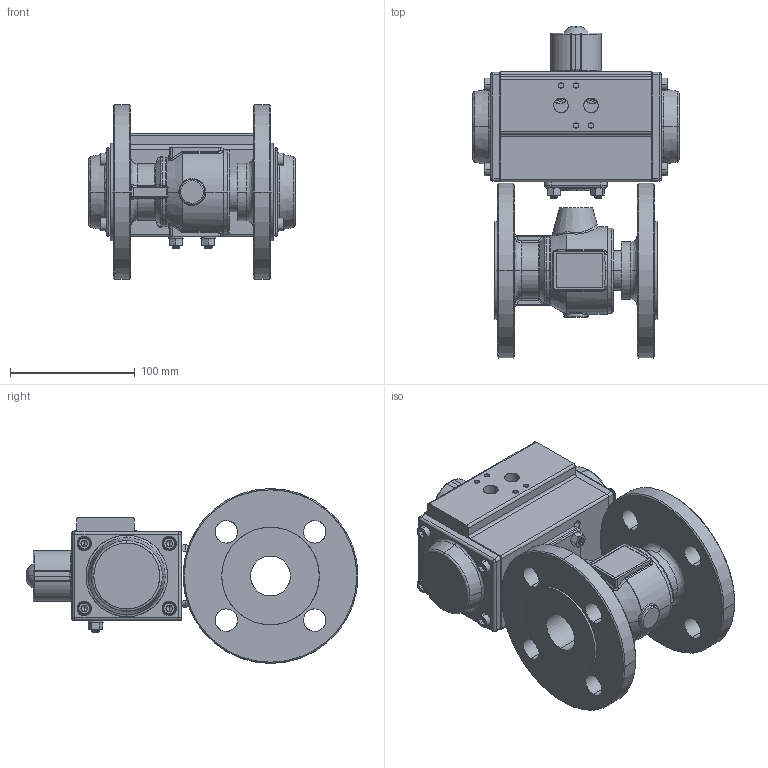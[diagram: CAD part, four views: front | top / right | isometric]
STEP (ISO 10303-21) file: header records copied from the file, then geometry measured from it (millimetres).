
FILE_DESCRIPTION (( 'STEP AP214' ), '1' );
FILE_NAME ('PK04_DN32 (PK04010006).STEP', '2022-04-08T08:47:59', ( '' ), ( '' ), 'SwSTEP 2.0', 'SolidWorks 2021', '' );
FILE_SCHEMA (( 'AUTOMOTIVE_DESIGN' ));
Length unit declared in the file: metre
Products named in the file (1): PK04_DN32 (PK04010006)
Bounding box: 165 x 265.65 x 140 mm (x, y, z)
Surface area: 188525.4 mm2 (no closed solid volume)
Topology: 0 solids, 683 shells, 874 faces, 3921 edges, 3675 vertices
Faces by surface type: cylinder 285, plane 274, bspline 193, cone 120, sphere 2
Entity records: 76071 total; most frequent: CARTESIAN_POINT 37292, DIRECTION 5514, ORIENTED_EDGE 4254, EDGE_CURVE 3897, VERTEX_POINT 3676, AXIS2_PLACEMENT_3D 1925, LINE 1664, VECTOR 1664
